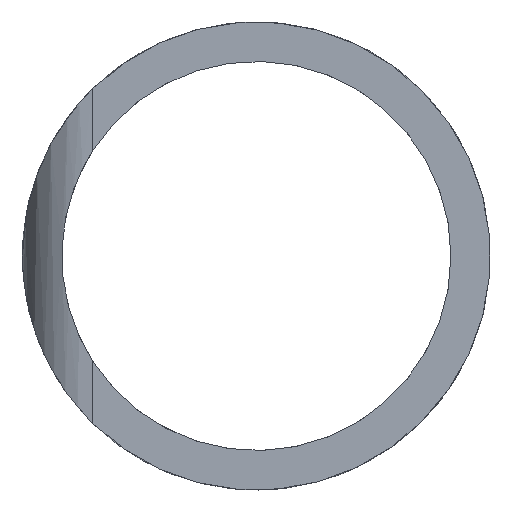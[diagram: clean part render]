
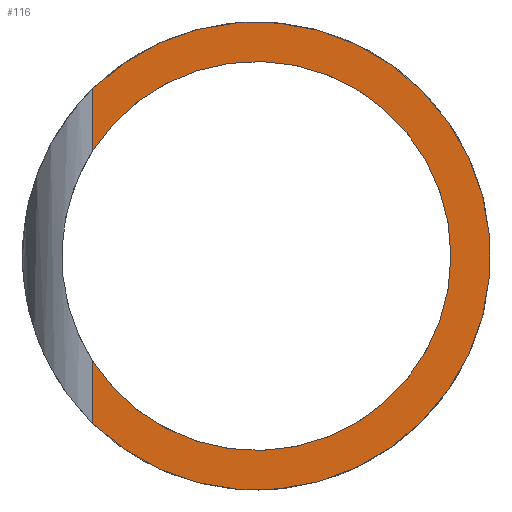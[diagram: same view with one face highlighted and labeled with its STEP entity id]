
A CAD part, left-side view. The second image highlights one B-rep face of the part: STEP entity #116.
In plain terms, the highlighted planar face has unit normal (-1, 0, 0).
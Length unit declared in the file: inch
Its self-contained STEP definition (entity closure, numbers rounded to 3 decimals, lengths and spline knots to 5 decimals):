
#17=LINE('',#308,#21);
#18=LINE('',#309,#22);
#21=VECTOR('',#178,39.37008);
#22=VECTOR('',#179,39.37008);
#25=PLANE('',#149);
#31=CIRCLE('',#140,0.69);
#34=CIRCLE('',#146,0.83);
#39=FACE_OUTER_BOUND('',#48,.T.);
#48=EDGE_LOOP('',(#94,#95,#96,#97));
#57=VERTEX_POINT('',#253);
#58=VERTEX_POINT('',#254);
#63=VERTEX_POINT('',#279);
#64=VERTEX_POINT('',#280);
#67=EDGE_CURVE('',#57,#58,#31,.T.);
#73=EDGE_CURVE('',#63,#64,#34,.T.);
#78=EDGE_CURVE('',#57,#63,#17,.T.);
#79=EDGE_CURVE('',#64,#58,#18,.T.);
#94=ORIENTED_EDGE('',*,*,#73,.F.);
#95=ORIENTED_EDGE('',*,*,#78,.F.);
#96=ORIENTED_EDGE('',*,*,#67,.T.);
#97=ORIENTED_EDGE('',*,*,#79,.F.);
#116=ADVANCED_FACE('',(#39),#25,.F.);
#140=AXIS2_PLACEMENT_3D('',#255,#156,#157);
#146=AXIS2_PLACEMENT_3D('',#281,#168,#169);
#149=AXIS2_PLACEMENT_3D('',#307,#176,#177);
#156=DIRECTION('center_axis',(1.,0.,0.));
#157=DIRECTION('ref_axis',(0.,0.,-1.));
#168=DIRECTION('center_axis',(1.,0.,0.));
#169=DIRECTION('ref_axis',(0.,0.,-1.));
#176=DIRECTION('center_axis',(1.,0.,0.));
#177=DIRECTION('ref_axis',(0.,0.,-1.));
#178=DIRECTION('',(0.,0.,1.));
#179=DIRECTION('',(0.,0.,1.));
#253=CARTESIAN_POINT('',(0.,0.58,0.37376));
#254=CARTESIAN_POINT('',(0.,0.58,-0.37376));
#255=CARTESIAN_POINT('Origin',(0.,0.,0.));
#279=CARTESIAN_POINT('',(0.,0.58,0.59372));
#280=CARTESIAN_POINT('',(0.,0.58,-0.59372));
#281=CARTESIAN_POINT('Origin',(0.,0.,0.));
#307=CARTESIAN_POINT('Origin',(0.,0.,0.));
#308=CARTESIAN_POINT('',(0.,0.58,-0.83));
#309=CARTESIAN_POINT('',(0.,0.58,-0.83));
